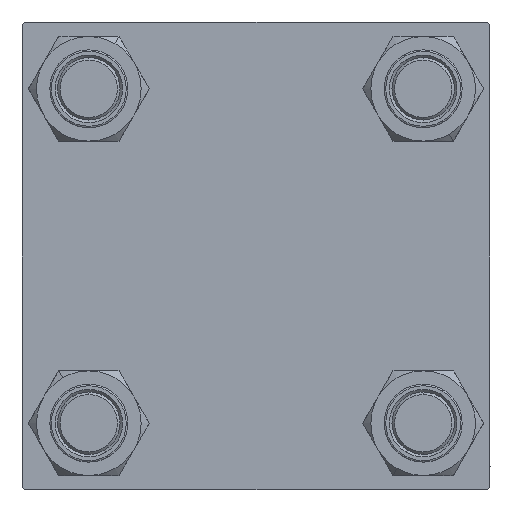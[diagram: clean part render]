
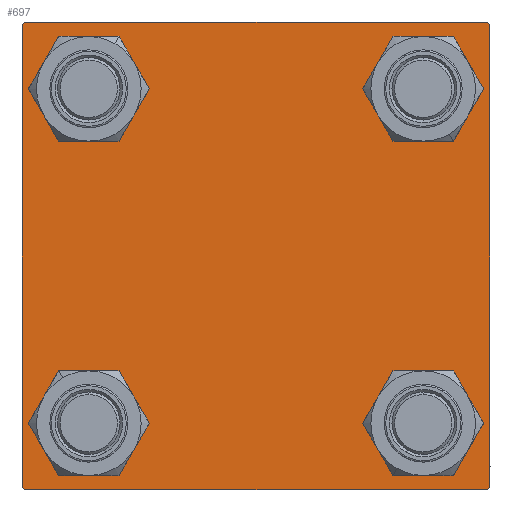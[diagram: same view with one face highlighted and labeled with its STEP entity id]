
A CAD part, left-side view. The second image highlights one B-rep face of the part: STEP entity #697.
In plain terms, the highlighted planar face has unit normal (-1, 0, 0).
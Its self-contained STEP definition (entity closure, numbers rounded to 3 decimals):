
#697 = ADVANCED_FACE ( 'NONE', ( #7009, #30378, #42299, #30133, #30875 ), #22516, .T. ) ;
#892 = AXIS2_PLACEMENT_3D ( 'NONE', #8830, #36737, #1448 ) ;
#926 = ORIENTED_EDGE ( 'NONE', *, *, #2287, .T. ) ;
#1448 = DIRECTION ( 'NONE',  ( 0., 0., 1. ) ) ;
#1554 = CIRCLE ( 'NONE', #48599, 6.5 ) ;
#2230 = VECTOR ( 'NONE', #45332, 1000. ) ;
#2287 = EDGE_CURVE ( 'NONE', #17322, #9141, #16773, .T. ) ;
#2916 = DIRECTION ( 'NONE',  ( 0., 0., -1. ) ) ;
#3064 = VECTOR ( 'NONE', #26886, 1000. ) ;
#3337 = ORIENTED_EDGE ( 'NONE', *, *, #9408, .T. ) ;
#3580 = CARTESIAN_POINT ( 'NONE',  ( 0., -44.5, 45. ) ) ;
#3628 = VECTOR ( 'NONE', #4494, 1000. ) ;
#3671 = CARTESIAN_POINT ( 'NONE',  ( 0., -45., 45. ) ) ;
#3685 = CARTESIAN_POINT ( 'NONE',  ( 0., 45., -45. ) ) ;
#3719 = CARTESIAN_POINT ( 'NONE',  ( 0., -32.15, 32.15 ) ) ;
#4074 = ORIENTED_EDGE ( 'NONE', *, *, #35121, .T. ) ;
#4317 = ORIENTED_EDGE ( 'NONE', *, *, #21293, .T. ) ;
#4494 = DIRECTION ( 'NONE',  ( 0., 0., -1. ) ) ;
#5363 = DIRECTION ( 'NONE',  ( 0., 0., 1. ) ) ;
#6126 = VERTEX_POINT ( 'NONE', #27450 ) ;
#7009 = FACE_BOUND ( 'NONE', #14419, .T. ) ;
#7676 = ORIENTED_EDGE ( 'NONE', *, *, #27609, .T. ) ;
#8246 = VECTOR ( 'NONE', #2916, 1000. ) ;
#8498 = VERTEX_POINT ( 'NONE', #3580 ) ;
#8691 = CARTESIAN_POINT ( 'NONE',  ( 0., -44.75, 44.75 ) ) ;
#8830 = CARTESIAN_POINT ( 'NONE',  ( 0., 32.15, 32.15 ) ) ;
#8944 = VECTOR ( 'NONE', #34569, 1000. ) ;
#9141 = VERTEX_POINT ( 'NONE', #38442 ) ;
#9361 = VERTEX_POINT ( 'NONE', #49563 ) ;
#9408 = EDGE_CURVE ( 'NONE', #46599, #47990, #40914, .T. ) ;
#9411 = EDGE_CURVE ( 'NONE', #46599, #8498, #41165, .T. ) ;
#10191 = DIRECTION ( 'NONE',  ( 0., 0.707, -0.707 ) ) ;
#10916 = CARTESIAN_POINT ( 'NONE',  ( 0., 32.15, -32.15 ) ) ;
#11582 = EDGE_CURVE ( 'NONE', #39216, #6126, #22000, .T. ) ;
#11707 = EDGE_CURVE ( 'NONE', #49300, #8498, #28742, .T. ) ;
#11989 = EDGE_CURVE ( 'NONE', #21462, #36111, #30120, .T. ) ;
#12237 = AXIS2_PLACEMENT_3D ( 'NONE', #14306, #26240, #25474 ) ;
#12335 = ORIENTED_EDGE ( 'NONE', *, *, #46799, .T. ) ;
#12376 = ORIENTED_EDGE ( 'NONE', *, *, #11707, .T. ) ;
#13901 = CARTESIAN_POINT ( 'NONE',  ( 0., 45., 44.5 ) ) ;
#14241 = EDGE_LOOP ( 'NONE', ( #35878, #24741 ) ) ;
#14306 = CARTESIAN_POINT ( 'NONE',  ( 0., -32.15, 32.15 ) ) ;
#14359 = LINE ( 'NONE', #3685, #2230 ) ;
#14419 = EDGE_LOOP ( 'NONE', ( #27101, #33262 ) ) ;
#14971 = EDGE_CURVE ( 'NONE', #36111, #21462, #27642, .T. ) ;
#15719 = AXIS2_PLACEMENT_3D ( 'NONE', #10916, #46211, #25901 ) ;
#16773 = CIRCLE ( 'NONE', #35439, 6.5 ) ;
#17322 = VERTEX_POINT ( 'NONE', #34719 ) ;
#17590 = EDGE_CURVE ( 'NONE', #49300, #9361, #45826, .T. ) ;
#18127 = DIRECTION ( 'NONE',  ( 0., -0.707, -0.707 ) ) ;
#18167 = CIRCLE ( 'NONE', #24762, 6.5 ) ;
#18290 = ORIENTED_EDGE ( 'NONE', *, *, #9411, .F. ) ;
#19702 = DIRECTION ( 'NONE',  ( 0., 0., 1. ) ) ;
#19788 = ORIENTED_EDGE ( 'NONE', *, *, #17590, .F. ) ;
#19809 = DIRECTION ( 'NONE',  ( 1., 0., 0. ) ) ;
#20613 = DIRECTION ( 'NONE',  ( 1., 0., 0. ) ) ;
#21293 = EDGE_CURVE ( 'NONE', #9141, #17322, #30322, .T. ) ;
#21462 = VERTEX_POINT ( 'NONE', #23612 ) ;
#21831 = DIRECTION ( 'NONE',  ( 1., 0., 0. ) ) ;
#22000 = CIRCLE ( 'NONE', #12237, 6.5 ) ;
#22438 = AXIS2_PLACEMENT_3D ( 'NONE', #31121, #46365, #19702 ) ;
#22516 = PLANE ( 'NONE',  #22438 ) ;
#23497 = EDGE_LOOP ( 'NONE', ( #7676, #12335, #4074, #29093, #19788, #12376, #18290, #3337 ) ) ;
#23559 = VECTOR ( 'NONE', #10191, 1000. ) ;
#23612 = CARTESIAN_POINT ( 'NONE',  ( 0., 32.15, 38.65 ) ) ;
#23631 = VERTEX_POINT ( 'NONE', #38728 ) ;
#23675 = CARTESIAN_POINT ( 'NONE',  ( 0., 32.15, 25.65 ) ) ;
#24622 = EDGE_LOOP ( 'NONE', ( #32668, #32192 ) ) ;
#24741 = ORIENTED_EDGE ( 'NONE', *, *, #14971, .T. ) ;
#24762 = AXIS2_PLACEMENT_3D ( 'NONE', #3719, #50195, #38276 ) ;
#25474 = DIRECTION ( 'NONE',  ( 0., 0., 1. ) ) ;
#25603 = EDGE_CURVE ( 'NONE', #6126, #39216, #18167, .T. ) ;
#25761 = AXIS2_PLACEMENT_3D ( 'NONE', #26106, #20613, #5363 ) ;
#25901 = DIRECTION ( 'NONE',  ( 0., 0., 1. ) ) ;
#26106 = CARTESIAN_POINT ( 'NONE',  ( 0., -32.15, -32.15 ) ) ;
#26240 = DIRECTION ( 'NONE',  ( 1., 0., 0. ) ) ;
#26308 = DIRECTION ( 'NONE',  ( 1., 0., 0. ) ) ;
#26554 = CARTESIAN_POINT ( 'NONE',  ( 0., 32.15, 32.15 ) ) ;
#26843 = AXIS2_PLACEMENT_3D ( 'NONE', #26554, #26308, #30619 ) ;
#26886 = DIRECTION ( 'NONE',  ( 0., -0.707, 0.707 ) ) ;
#27101 = ORIENTED_EDGE ( 'NONE', *, *, #25603, .T. ) ;
#27450 = CARTESIAN_POINT ( 'NONE',  ( 0., -32.15, 38.65 ) ) ;
#27609 = EDGE_CURVE ( 'NONE', #47990, #32572, #46653, .T. ) ;
#27642 = CIRCLE ( 'NONE', #26843, 6.5 ) ;
#28742 = LINE ( 'NONE', #8691, #49583 ) ;
#29028 = CIRCLE ( 'NONE', #25761, 6.5 ) ;
#29093 = ORIENTED_EDGE ( 'NONE', *, *, #49537, .T. ) ;
#30120 = CIRCLE ( 'NONE', #892, 6.5 ) ;
#30133 = FACE_BOUND ( 'NONE', #14241, .T. ) ;
#30322 = CIRCLE ( 'NONE', #15719, 6.5 ) ;
#30378 = FACE_BOUND ( 'NONE', #24622, .T. ) ;
#30619 = DIRECTION ( 'NONE',  ( 0., 0., 1. ) ) ;
#30727 = CARTESIAN_POINT ( 'NONE',  ( 0., 44.5, -45. ) ) ;
#30875 = FACE_OUTER_BOUND ( 'NONE', #23497, .T. ) ;
#31121 = CARTESIAN_POINT ( 'NONE',  ( 0., 0., 0. ) ) ;
#31280 = CARTESIAN_POINT ( 'NONE',  ( 0., -44.5, -45. ) ) ;
#32192 = ORIENTED_EDGE ( 'NONE', *, *, #36236, .T. ) ;
#32250 = VERTEX_POINT ( 'NONE', #31280 ) ;
#32572 = VERTEX_POINT ( 'NONE', #33410 ) ;
#32668 = ORIENTED_EDGE ( 'NONE', *, *, #39968, .T. ) ;
#32797 = EDGE_LOOP ( 'NONE', ( #926, #4317 ) ) ;
#33262 = ORIENTED_EDGE ( 'NONE', *, *, #11582, .T. ) ;
#33346 = VECTOR ( 'NONE', #18127, 1000. ) ;
#33410 = CARTESIAN_POINT ( 'NONE',  ( 0., 45., -44.5 ) ) ;
#34123 = VERTEX_POINT ( 'NONE', #34598 ) ;
#34569 = DIRECTION ( 'NONE',  ( 0., -1., 0. ) ) ;
#34582 = VERTEX_POINT ( 'NONE', #30727 ) ;
#34598 = CARTESIAN_POINT ( 'NONE',  ( 0., -32.15, -25.65 ) ) ;
#34719 = CARTESIAN_POINT ( 'NONE',  ( 0., 32.15, -25.65 ) ) ;
#34764 = LINE ( 'NONE', #42862, #3064 ) ;
#35121 = EDGE_CURVE ( 'NONE', #34582, #32250, #14359, .T. ) ;
#35439 = AXIS2_PLACEMENT_3D ( 'NONE', #41110, #21831, #48997 ) ;
#35618 = DIRECTION ( 'NONE',  ( 0., 0.707, 0.707 ) ) ;
#35878 = ORIENTED_EDGE ( 'NONE', *, *, #11989, .T. ) ;
#36111 = VERTEX_POINT ( 'NONE', #23675 ) ;
#36236 = EDGE_CURVE ( 'NONE', #23631, #34123, #29028, .T. ) ;
#36737 = DIRECTION ( 'NONE',  ( 1., 0., 0. ) ) ;
#37431 = CARTESIAN_POINT ( 'NONE',  ( 0., 44.75, -44.75 ) ) ;
#38276 = DIRECTION ( 'NONE',  ( 0., 0., 1. ) ) ;
#38442 = CARTESIAN_POINT ( 'NONE',  ( 0., 32.15, -38.65 ) ) ;
#38594 = DIRECTION ( 'NONE',  ( 0., 0., 1. ) ) ;
#38728 = CARTESIAN_POINT ( 'NONE',  ( 0., -32.15, -38.65 ) ) ;
#39027 = CARTESIAN_POINT ( 'NONE',  ( 0., -32.15, 25.65 ) ) ;
#39216 = VERTEX_POINT ( 'NONE', #39027 ) ;
#39273 = CARTESIAN_POINT ( 'NONE',  ( 0., 45., 45. ) ) ;
#39968 = EDGE_CURVE ( 'NONE', #34123, #23631, #1554, .T. ) ;
#40914 = LINE ( 'NONE', #48794, #23559 ) ;
#41110 = CARTESIAN_POINT ( 'NONE',  ( 0., 32.15, -32.15 ) ) ;
#41165 = LINE ( 'NONE', #46244, #8944 ) ;
#41732 = LINE ( 'NONE', #37431, #33346 ) ;
#42299 = FACE_BOUND ( 'NONE', #32797, .T. ) ;
#42862 = CARTESIAN_POINT ( 'NONE',  ( 0., -44.75, -44.75 ) ) ;
#43041 = CARTESIAN_POINT ( 'NONE',  ( 0., 44.5, 45. ) ) ;
#45332 = DIRECTION ( 'NONE',  ( 0., -1., 0. ) ) ;
#45826 = LINE ( 'NONE', #3671, #8246 ) ;
#46211 = DIRECTION ( 'NONE',  ( 1., 0., 0. ) ) ;
#46244 = CARTESIAN_POINT ( 'NONE',  ( 0., 45., 45. ) ) ;
#46365 = DIRECTION ( 'NONE',  ( -1., 0., 0. ) ) ;
#46599 = VERTEX_POINT ( 'NONE', #43041 ) ;
#46653 = LINE ( 'NONE', #39273, #3628 ) ;
#46717 = CARTESIAN_POINT ( 'NONE',  ( 0., -32.15, -32.15 ) ) ;
#46799 = EDGE_CURVE ( 'NONE', #32572, #34582, #41732, .T. ) ;
#47581 = CARTESIAN_POINT ( 'NONE',  ( 0., -45., 44.5 ) ) ;
#47990 = VERTEX_POINT ( 'NONE', #13901 ) ;
#48599 = AXIS2_PLACEMENT_3D ( 'NONE', #46717, #19809, #38594 ) ;
#48794 = CARTESIAN_POINT ( 'NONE',  ( 0., 44.75, 44.75 ) ) ;
#48997 = DIRECTION ( 'NONE',  ( 0., 0., 1. ) ) ;
#49300 = VERTEX_POINT ( 'NONE', #47581 ) ;
#49537 = EDGE_CURVE ( 'NONE', #32250, #9361, #34764, .T. ) ;
#49563 = CARTESIAN_POINT ( 'NONE',  ( 0., -45., -44.5 ) ) ;
#49583 = VECTOR ( 'NONE', #35618, 1000. ) ;
#50195 = DIRECTION ( 'NONE',  ( 1., 0., 0. ) ) ;
